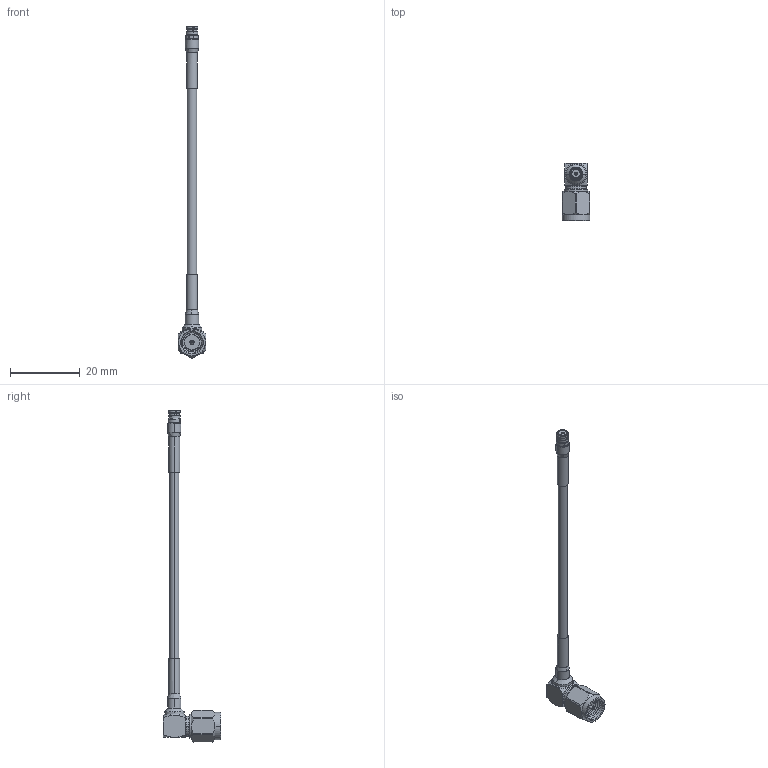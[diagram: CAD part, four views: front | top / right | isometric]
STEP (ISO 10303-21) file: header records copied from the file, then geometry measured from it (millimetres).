
FILE_DESCRIPTION (( 'STEP AP203' ), '1' );
FILE_NAME ('FMC0422085.step', '2018-12-10T17:26:52', ( '' ), ( '' ), 'SwSTEP 2.0', 'SolidWorks 2017', '' );
FILE_SCHEMA (( 'CONFIG_CONTROL_DESIGN' ));
Length unit declared in the file: inch
Products named in the file (5): Coax Cable_FM-F086; SC5152; SC7027; HeatShrink^FMC0422085; FMC0422085
Assembly tree (4 placements, depth 2):
  FMC0422085
    Coax Cable_FM-F086
    SC5152
    SC7027
    HeatShrink^FMC0422085
Bounding box: 8 x 16.5 x 95.09 mm (x, y, z)
Volume: 1400.9 mm3; surface area: 2035.6 mm2
Topology: 9 solids, 9 shells, 433 faces, 1176 edges, 768 vertices
Faces by surface type: plane 180, cylinder 147, cone 95, bspline 7, torus 4
Entity records: 16141 total; most frequent: CARTESIAN_POINT 4877, ORIENTED_EDGE 2352, DIRECTION 2169, EDGE_CURVE 1176, AXIS2_PLACEMENT_3D 804, VERTEX_POINT 768, LINE 561, VECTOR 561
